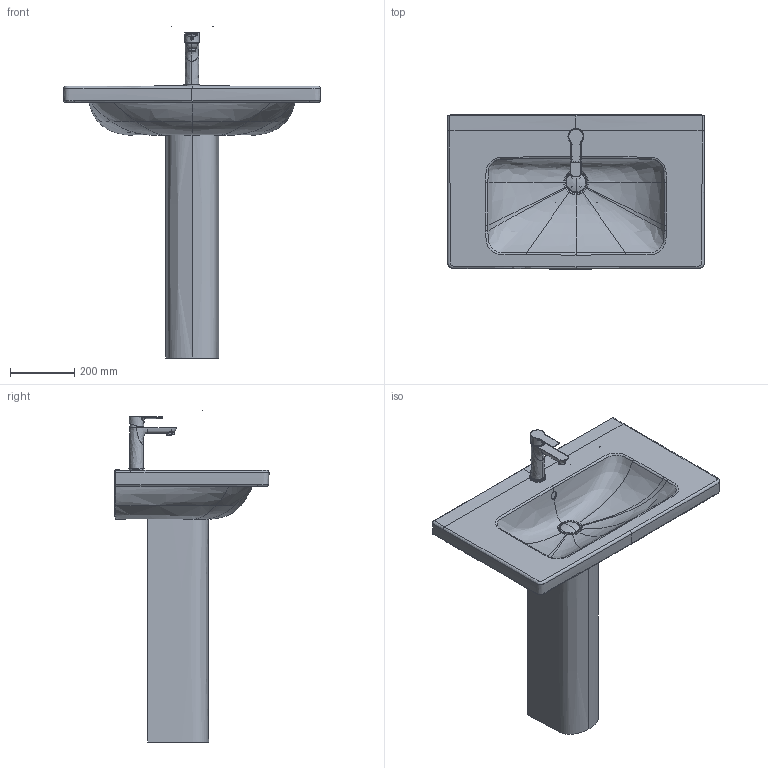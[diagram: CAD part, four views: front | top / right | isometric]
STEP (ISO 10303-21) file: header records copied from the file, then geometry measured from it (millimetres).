
FILE_DESCRIPTION(/* description */ (''),/* implementation_level */ '2;1');
FILE_NAME(/* name */ '239980_0866010000',/* time_stamp */ '2024-05-14T08:54:59+02:00',/* author */ (''),/* organization */ (''),/* preprocessor_version */ 'ST-DEVELOPER v15',/* originating_system */ '',/* authorisation */ '');
FILE_SCHEMA (('AUTOMOTIVE_DESIGN'));
Length unit declared in the file: millimetre
Products named in the file (1): Document
Bounding box: 800.29 x 480.19 x 1034.33 mm (x, y, z)
Volume: 21930927.9 mm3; surface area: 2082919.9 mm2
Topology: 5 solids, 15 shells, 579 faces, 1432 edges, 844 vertices
Faces by surface type: bspline 481, plane 98
Entity records: 136787 total; most frequent: CARTESIAN_POINT 128375, ORIENTED_EDGE 2749, EDGE_CURVE 1423, B_SPLINE_CURVE_WITH_KNOTS 985, VERTEX_POINT 845, EDGE_LOOP 610, ADVANCED_FACE 577, FACE_OUTER_BOUND 577
